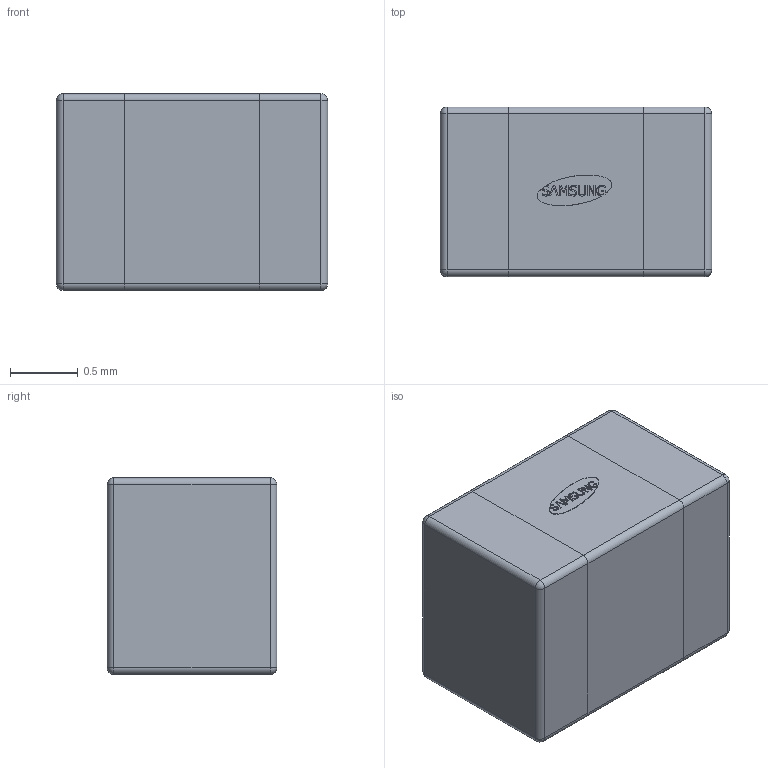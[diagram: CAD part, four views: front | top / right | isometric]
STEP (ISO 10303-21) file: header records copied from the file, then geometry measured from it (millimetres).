
FILE_DESCRIPTION(/* description */ (''),/* implementation_level */ '2;1');
FILE_NAME(/* name */ 'cap2x1.25.stp',/* time_stamp */ '2020-06-09T23:06:28+02:00',/* author */ ('Khaled'),/* organization */ (''),/* preprocessor_version */ 'ST-DEVELOPER v17.2',/* originating_system */ 'Autodesk Inventor 2019',/* authorisation */ '');
FILE_SCHEMA (('AUTOMOTIVE_DESIGN { 1 0 10303 214 3 1 1 }'));
Length unit declared in the file: millimetre
Products named in the file (4): cap; body; side; Samsung logo
Assembly tree (4 placements, depth 2):
  cap
    body
    side  x2
    Samsung logo
Bounding box: 2 x 1.25 x 1.45 mm (x, y, z)
Volume: 3.6 mm3; surface area: 21.4 mm2
Topology: 4 solids, 4 shells, 158 faces, 426 edges, 276 vertices
Faces by surface type: plane 75, bspline 55, cylinder 20, sphere 8
Entity records: 5242 total; most frequent: CARTESIAN_POINT 1826, ORIENTED_EDGE 780, DIRECTION 495, EDGE_CURVE 390, VERTEX_POINT 256, LINE 253, VECTOR 253, EDGE_LOOP 150
